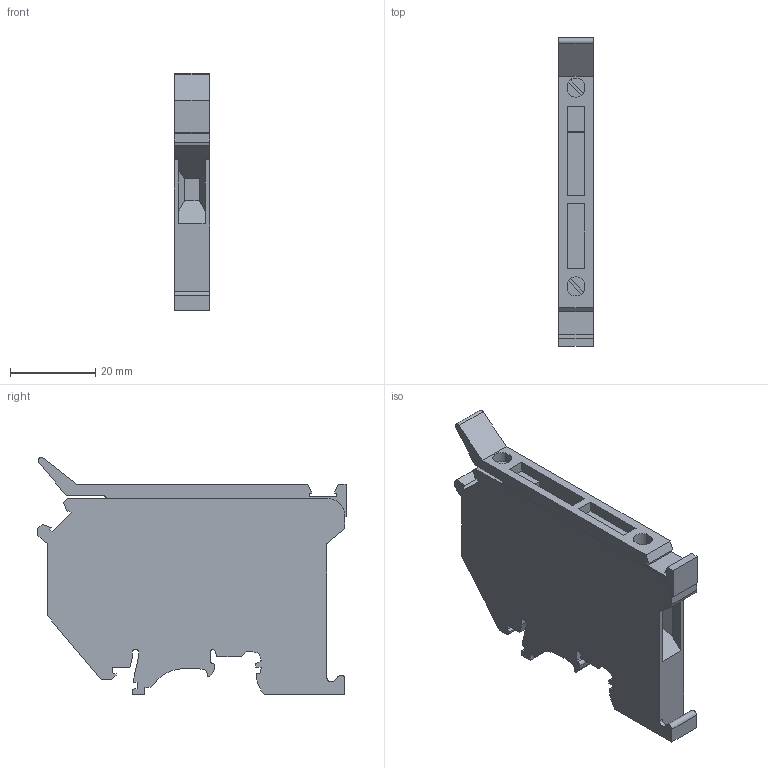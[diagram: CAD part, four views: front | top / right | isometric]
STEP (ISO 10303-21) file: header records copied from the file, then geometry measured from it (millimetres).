
FILE_DESCRIPTION(('Creo Elements/Direct Modeling STEP Export'),'2;1');
FILE_NAME('model.stp','2020-11-16T13:33:57',(''),(''),'Creo Elements/Direct Modeling STEP processor for AP214 (Solid Model)','Creo Elements/Direct Modeling 20.1A 29-Sep-2018 (C) Parametric Technology GmbH','');
FILE_SCHEMA(('AUTOMOTIVE_DESIGN { 1 0 10303 214 1 1 1 1 }'));
Length unit declared in the file: millimetre
Products named in the file (2): UK_5-HESI_YE_YE-select
Assembly tree (1 placements, depth 2):
  UK_5-HESI_YE_YE-select
    UK_5-HESI_YE_YE-select
Bounding box: 8.2 x 72.2 x 55.55 mm (x, y, z)
Volume: 20960.3 mm3; surface area: 10161.9 mm2
Topology: 1 solids, 1 shells, 152 faces, 430 edges, 284 vertices
Faces by surface type: plane 124, cylinder 28
Entity records: 6061 total; most frequent: ORIENTED_EDGE 860, CARTESIAN_POINT 851, DIRECTION 775, EDGE_CURVE 430, VECTOR 359, LINE 359, VERTEX_POINT 284, AXIS2_PLACEMENT_3D 208
